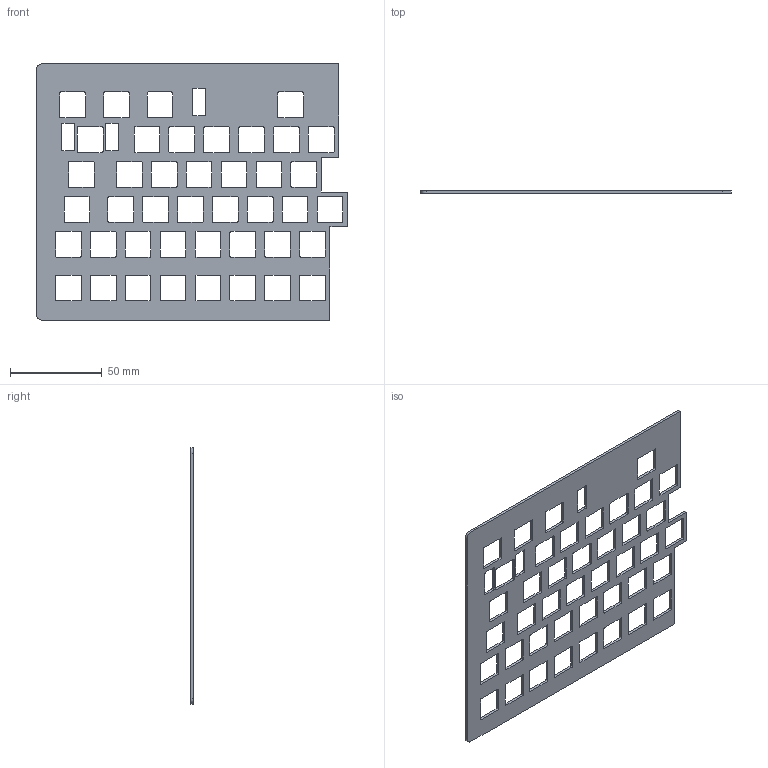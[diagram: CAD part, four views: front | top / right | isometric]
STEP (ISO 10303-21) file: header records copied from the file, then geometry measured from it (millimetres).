
FILE_DESCRIPTION(/* description */ (''),/* implementation_level */ '2;1');
FILE_NAME(/* name */ 'explore-rev3-plate-v1_left.step',/* time_stamp */ '2023-05-16T19:50:39+08:00',/* author */ (''),/* organization */ (''),/* preprocessor_version */ 'ST-DEVELOPER v19.2',/* originating_system */ 'Autodesk Translation Framework v12.4.0.73',/* authorisation */ '');
FILE_SCHEMA (('AUTOMOTIVE_DESIGN { 1 0 10303 214 3 1 1 }'));
Length unit declared in the file: millimetre
Products named in the file (1): (Unsaved)
Bounding box: 169.76 x 1.5 x 140 mm (x, y, z)
Volume: 21338.1 mm3; surface area: 33072.9 mm2
Topology: 1 solids, 1 shells, 374 faces, 1116 edges, 744 vertices
Faces by surface type: plane 192, cylinder 182
Entity records: 12877 total; most frequent: CARTESIAN_POINT 2235, ORIENTED_EDGE 2232, DIRECTION 2230, EDGE_CURVE 1116, LINE 752, VECTOR 752, VERTEX_POINT 744, AXIS2_PLACEMENT_3D 739
